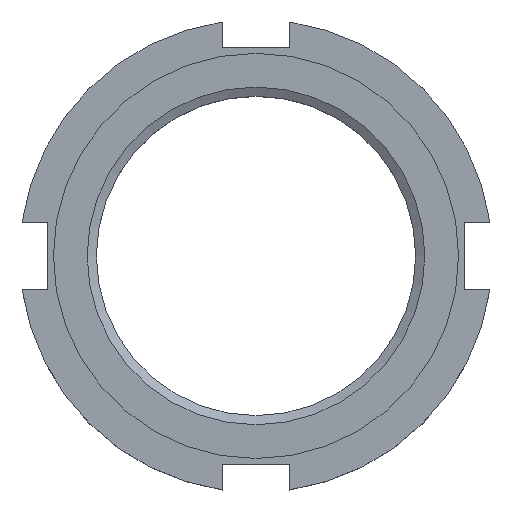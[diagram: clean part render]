
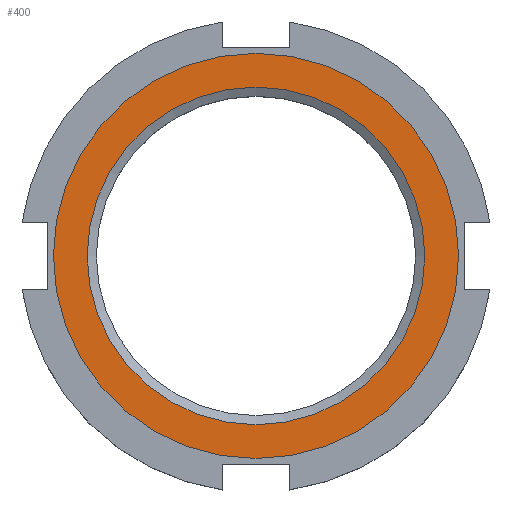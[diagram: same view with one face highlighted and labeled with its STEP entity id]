
A CAD part, top view. The second image highlights one B-rep face of the part: STEP entity #400.
In plain terms, the highlighted planar face has unit normal (0, 0, 1).
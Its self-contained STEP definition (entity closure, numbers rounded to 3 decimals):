
#22=PLANE('',#442);
#129=ORIENTED_EDGE('',*,*,#237,.F.);
#130=ORIENTED_EDGE('',*,*,#238,.T.);
#237=EDGE_CURVE('',#291,#291,#323,.T.);
#238=EDGE_CURVE('',#292,#292,#324,.T.);
#291=VERTEX_POINT('',#616);
#292=VERTEX_POINT('',#618);
#323=CIRCLE('',#443,18.);
#324=CIRCLE('',#444,15.);
#334=EDGE_LOOP('',(#129));
#335=EDGE_LOOP('',(#130));
#364=FACE_BOUND('',#334,.T.);
#365=FACE_BOUND('',#335,.T.);
#400=ADVANCED_FACE('',(#364,#365),#22,.F.);
#442=AXIS2_PLACEMENT_3D('',#614,#496,#497);
#443=AXIS2_PLACEMENT_3D('',#615,#498,#499);
#444=AXIS2_PLACEMENT_3D('',#617,#500,#501);
#496=DIRECTION('',(0.,0.,-1.));
#497=DIRECTION('',(-1.,0.,0.));
#498=DIRECTION('',(0.,0.,-1.));
#499=DIRECTION('',(-1.,0.,0.));
#500=DIRECTION('',(0.,0.,-1.));
#501=DIRECTION('',(-1.,0.,0.));
#614=CARTESIAN_POINT('',(0.,0.,4.));
#615=CARTESIAN_POINT('',(0.,0.,4.));
#616=CARTESIAN_POINT('',(-18.,0.,4.));
#617=CARTESIAN_POINT('',(0.,0.,4.));
#618=CARTESIAN_POINT('',(-15.,0.,4.));
